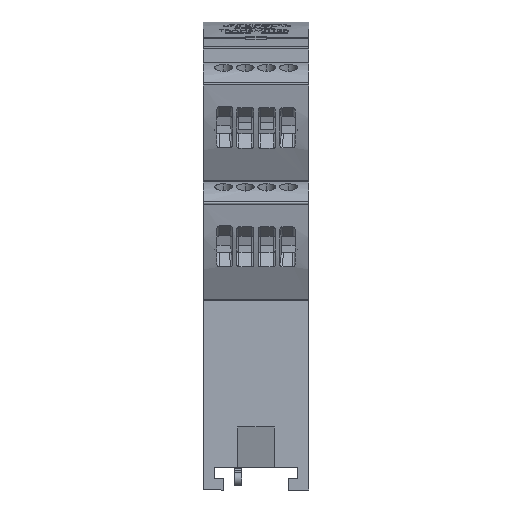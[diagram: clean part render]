
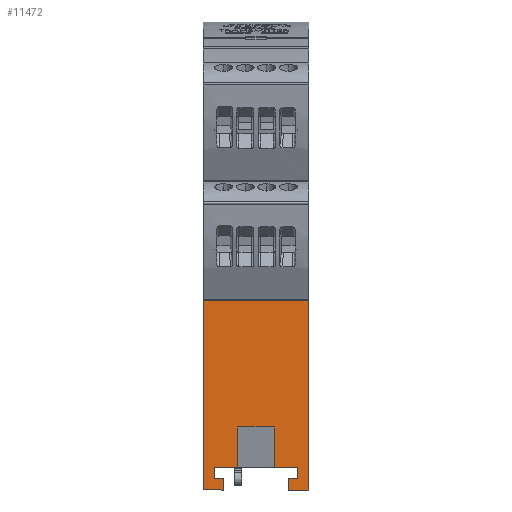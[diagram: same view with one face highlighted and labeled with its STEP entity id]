
A CAD part, front view. The second image highlights one B-rep face of the part: STEP entity #11472.
In plain terms, the highlighted planar face has unit normal (0, -1, 0).
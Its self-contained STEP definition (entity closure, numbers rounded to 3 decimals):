
#934 = EDGE_CURVE ( 'NONE', #60884, #52596, #2413, .T. ) ;
#1003 = VERTEX_POINT ( 'NONE', #5209 ) ;
#1204 = CARTESIAN_POINT ( 'NONE',  ( -9.25, -45., -95.5 ) ) ;
#1440 = VECTOR ( 'NONE', #26617, 1000. ) ;
#1828 = CARTESIAN_POINT ( 'NONE',  ( 11.75, -45., -56. ) ) ;
#1889 = CARTESIAN_POINT ( 'NONE',  ( -7.25, -45., -95.5 ) ) ;
#1965 = EDGE_CURVE ( 'NONE', #36660, #1003, #49907, .T. ) ;
#2413 = LINE ( 'NONE', #36801, #59675 ) ;
#2587 = VECTOR ( 'NONE', #34217, 1000. ) ;
#2631 = ORIENTED_EDGE ( 'NONE', *, *, #44474, .F. ) ;
#2637 = VERTEX_POINT ( 'NONE', #45828 ) ;
#2739 = CARTESIAN_POINT ( 'NONE',  ( -11.75, -45., -56. ) ) ;
#3147 = EDGE_CURVE ( 'NONE', #23345, #4768, #16520, .T. ) ;
#3707 = CARTESIAN_POINT ( 'NONE',  ( -7.25, -45., -98. ) ) ;
#4459 = LINE ( 'NONE', #3707, #39411 ) ;
#4527 = EDGE_CURVE ( 'NONE', #13026, #52596, #34062, .T. ) ;
#4768 = VERTEX_POINT ( 'NONE', #18485 ) ;
#4780 = CARTESIAN_POINT ( 'NONE',  ( 9.25, -45., -93. ) ) ;
#5209 = CARTESIAN_POINT ( 'NONE',  ( 11.75, -45., -98. ) ) ;
#5254 = LINE ( 'NONE', #37884, #43169 ) ;
#6177 = EDGE_CURVE ( 'NONE', #42510, #49687, #50286, .T. ) ;
#6511 = VECTOR ( 'NONE', #19798, 1000. ) ;
#7155 = CARTESIAN_POINT ( 'NONE',  ( 9.25, -45., -95.5 ) ) ;
#7359 = ORIENTED_EDGE ( 'NONE', *, *, #934, .T. ) ;
#7542 = LINE ( 'NONE', #44312, #34993 ) ;
#7896 = CARTESIAN_POINT ( 'NONE',  ( -9.25, -45., -95.5 ) ) ;
#8119 = VERTEX_POINT ( 'NONE', #43851 ) ;
#9245 = VECTOR ( 'NONE', #35676, 1000. ) ;
#11005 = CARTESIAN_POINT ( 'NONE',  ( 4., -45., -84. ) ) ;
#11292 = DIRECTION ( 'NONE',  ( -1., 0., 0. ) ) ;
#11472 = ADVANCED_FACE ( 'NONE', ( #61103 ), #50773, .F. ) ;
#12466 = VECTOR ( 'NONE', #39657, 1000. ) ;
#13026 = VERTEX_POINT ( 'NONE', #11005 ) ;
#13738 = DIRECTION ( 'NONE',  ( 1., 0., 0. ) ) ;
#14285 = VECTOR ( 'NONE', #32192, 1000. ) ;
#14972 = VECTOR ( 'NONE', #33241, 1000. ) ;
#16520 = LINE ( 'NONE', #4780, #46197 ) ;
#16608 = EDGE_LOOP ( 'NONE', ( #35995, #57080, #33577, #31676, #47854, #41403, #27369, #41986, #2631, #61475, #47118, #24874, #21740, #33478, #7359, #48028 ) ) ;
#17562 = CARTESIAN_POINT ( 'NONE',  ( -4., -45., -84. ) ) ;
#18485 = CARTESIAN_POINT ( 'NONE',  ( 9.25, -45., -93. ) ) ;
#19798 = DIRECTION ( 'NONE',  ( 0., 0., 1. ) ) ;
#19922 = LINE ( 'NONE', #1828, #12466 ) ;
#20931 = CARTESIAN_POINT ( 'NONE',  ( -11.75, -45., -56. ) ) ;
#21233 = VERTEX_POINT ( 'NONE', #24593 ) ;
#21730 = LINE ( 'NONE', #2739, #1440 ) ;
#21740 = ORIENTED_EDGE ( 'NONE', *, *, #49994, .T. ) ;
#22210 = EDGE_CURVE ( 'NONE', #49687, #36660, #55191, .T. ) ;
#22566 = EDGE_CURVE ( 'NONE', #2637, #35688, #53714, .T. ) ;
#22823 = CARTESIAN_POINT ( 'NONE',  ( 4., -45., -84. ) ) ;
#23193 = EDGE_CURVE ( 'NONE', #8119, #21233, #58085, .T. ) ;
#23345 = VERTEX_POINT ( 'NONE', #36944 ) ;
#24593 = CARTESIAN_POINT ( 'NONE',  ( -7.25, -45., -95.5 ) ) ;
#24874 = ORIENTED_EDGE ( 'NONE', *, *, #43657, .T. ) ;
#25403 = DIRECTION ( 'NONE',  ( 0., 0., -1. ) ) ;
#25446 = DIRECTION ( 'NONE',  ( -1., 0., 0. ) ) ;
#26617 = DIRECTION ( 'NONE',  ( 0., 0., 1. ) ) ;
#26627 = DIRECTION ( 'NONE',  ( 0., 0., 1. ) ) ;
#27369 = ORIENTED_EDGE ( 'NONE', *, *, #41465, .T. ) ;
#27979 = EDGE_CURVE ( 'NONE', #23345, #13026, #31710, .T. ) ;
#28080 = VERTEX_POINT ( 'NONE', #56524 ) ;
#28522 = DIRECTION ( 'NONE',  ( 0., 0., -1. ) ) ;
#29322 = LINE ( 'NONE', #1204, #2587 ) ;
#31573 = CARTESIAN_POINT ( 'NONE',  ( 0., -45., 0. ) ) ;
#31676 = ORIENTED_EDGE ( 'NONE', *, *, #6177, .T. ) ;
#31710 = LINE ( 'NONE', #48438, #6511 ) ;
#32192 = DIRECTION ( 'NONE',  ( -1., 0., 0. ) ) ;
#32570 = VECTOR ( 'NONE', #11292, 1000. ) ;
#33241 = DIRECTION ( 'NONE',  ( 1., 0., 0. ) ) ;
#33478 = ORIENTED_EDGE ( 'NONE', *, *, #34798, .T. ) ;
#33577 = ORIENTED_EDGE ( 'NONE', *, *, #53074, .T. ) ;
#34062 = LINE ( 'NONE', #22823, #32570 ) ;
#34217 = DIRECTION ( 'NONE',  ( -1., 0., 0. ) ) ;
#34798 = EDGE_CURVE ( 'NONE', #28080, #60884, #5254, .T. ) ;
#34993 = VECTOR ( 'NONE', #25403, 1000. ) ;
#35187 = LINE ( 'NONE', #41311, #9245 ) ;
#35541 = CARTESIAN_POINT ( 'NONE',  ( -4., -45., -93. ) ) ;
#35676 = DIRECTION ( 'NONE',  ( 0., 0., 1. ) ) ;
#35688 = VERTEX_POINT ( 'NONE', #20931 ) ;
#35902 = DIRECTION ( 'NONE',  ( 0., 0., 1. ) ) ;
#35995 = ORIENTED_EDGE ( 'NONE', *, *, #27979, .F. ) ;
#36381 = DIRECTION ( 'NONE',  ( 0., 0., 1. ) ) ;
#36660 = VERTEX_POINT ( 'NONE', #55488 ) ;
#36801 = CARTESIAN_POINT ( 'NONE',  ( -4., -45., -93. ) ) ;
#36944 = CARTESIAN_POINT ( 'NONE',  ( 4., -45., -93. ) ) ;
#37298 = CARTESIAN_POINT ( 'NONE',  ( 7.25, -45., -98. ) ) ;
#37344 = VECTOR ( 'NONE', #28522, 1000. ) ;
#37884 = CARTESIAN_POINT ( 'NONE',  ( 9.25, -45., -93. ) ) ;
#39411 = VECTOR ( 'NONE', #46933, 1000. ) ;
#39657 = DIRECTION ( 'NONE',  ( 0., 0., 1. ) ) ;
#40614 = AXIS2_PLACEMENT_3D ( 'NONE', #31573, #46160, #26627 ) ;
#41311 = CARTESIAN_POINT ( 'NONE',  ( -9.25, -45., -93. ) ) ;
#41403 = ORIENTED_EDGE ( 'NONE', *, *, #1965, .T. ) ;
#41465 = EDGE_CURVE ( 'NONE', #1003, #2637, #19922, .T. ) ;
#41986 = ORIENTED_EDGE ( 'NONE', *, *, #22566, .T. ) ;
#42445 = DIRECTION ( 'NONE',  ( 1., 0., 0. ) ) ;
#42510 = VERTEX_POINT ( 'NONE', #7155 ) ;
#42847 = CARTESIAN_POINT ( 'NONE',  ( 11.75, -45., -98. ) ) ;
#43169 = VECTOR ( 'NONE', #42445, 1000. ) ;
#43657 = EDGE_CURVE ( 'NONE', #21233, #55179, #29322, .T. ) ;
#43817 = VERTEX_POINT ( 'NONE', #50916 ) ;
#43851 = CARTESIAN_POINT ( 'NONE',  ( -7.25, -45., -98. ) ) ;
#44312 = CARTESIAN_POINT ( 'NONE',  ( 9.25, -45., -95.5 ) ) ;
#44474 = EDGE_CURVE ( 'NONE', #43817, #35688, #21730, .T. ) ;
#45428 = VECTOR ( 'NONE', #35902, 1000. ) ;
#45828 = CARTESIAN_POINT ( 'NONE',  ( 11.75, -45., -56. ) ) ;
#46160 = DIRECTION ( 'NONE',  ( 0., 1., 0. ) ) ;
#46197 = VECTOR ( 'NONE', #13738, 1000. ) ;
#46933 = DIRECTION ( 'NONE',  ( 1., 0., 0. ) ) ;
#47118 = ORIENTED_EDGE ( 'NONE', *, *, #23193, .T. ) ;
#47854 = ORIENTED_EDGE ( 'NONE', *, *, #22210, .T. ) ;
#48028 = ORIENTED_EDGE ( 'NONE', *, *, #4527, .F. ) ;
#48438 = CARTESIAN_POINT ( 'NONE',  ( 4., -45., -93. ) ) ;
#49687 = VERTEX_POINT ( 'NONE', #51402 ) ;
#49907 = LINE ( 'NONE', #42847, #14972 ) ;
#49994 = EDGE_CURVE ( 'NONE', #55179, #28080, #35187, .T. ) ;
#50286 = LINE ( 'NONE', #54369, #59250 ) ;
#50773 = PLANE ( 'NONE',  #40614 ) ;
#50916 = CARTESIAN_POINT ( 'NONE',  ( -11.75, -45., -98. ) ) ;
#51402 = CARTESIAN_POINT ( 'NONE',  ( 7.25, -45., -95.5 ) ) ;
#52596 = VERTEX_POINT ( 'NONE', #17562 ) ;
#53074 = EDGE_CURVE ( 'NONE', #4768, #42510, #7542, .T. ) ;
#53714 = LINE ( 'NONE', #56145, #14285 ) ;
#54369 = CARTESIAN_POINT ( 'NONE',  ( 7.25, -45., -95.5 ) ) ;
#54485 = EDGE_CURVE ( 'NONE', #43817, #8119, #4459, .T. ) ;
#55179 = VERTEX_POINT ( 'NONE', #7896 ) ;
#55191 = LINE ( 'NONE', #37298, #37344 ) ;
#55488 = CARTESIAN_POINT ( 'NONE',  ( 7.25, -45., -98. ) ) ;
#56145 = CARTESIAN_POINT ( 'NONE',  ( -11.45, -45., -56. ) ) ;
#56524 = CARTESIAN_POINT ( 'NONE',  ( -9.25, -45., -93. ) ) ;
#57080 = ORIENTED_EDGE ( 'NONE', *, *, #3147, .T. ) ;
#58085 = LINE ( 'NONE', #1889, #45428 ) ;
#59250 = VECTOR ( 'NONE', #25446, 1000. ) ;
#59675 = VECTOR ( 'NONE', #36381, 1000. ) ;
#60884 = VERTEX_POINT ( 'NONE', #35541 ) ;
#61103 = FACE_OUTER_BOUND ( 'NONE', #16608, .T. ) ;
#61475 = ORIENTED_EDGE ( 'NONE', *, *, #54485, .T. ) ;
